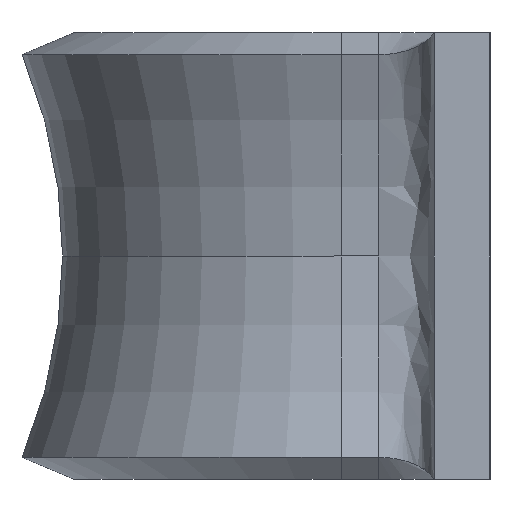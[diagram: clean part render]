
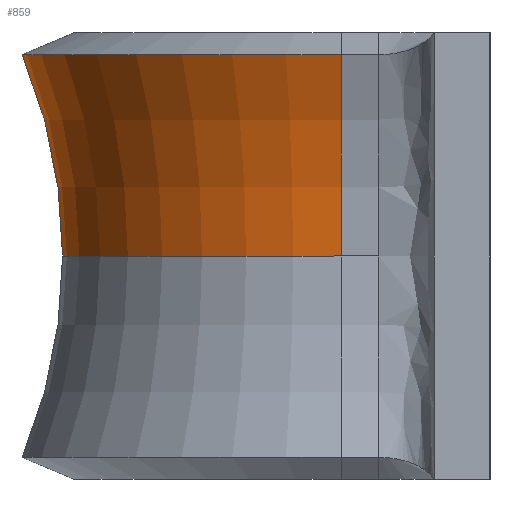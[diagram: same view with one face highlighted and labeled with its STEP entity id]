
A CAD part, left-side view. The second image highlights one B-rep face of the part: STEP entity #859.
In plain terms, the highlighted toroidal (fillet/blend) face has major radius 21.5 mm and minor radius 14 mm.
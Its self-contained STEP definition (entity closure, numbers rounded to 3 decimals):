
#3 = DIRECTION ( 'NONE',  ( 0., 0., -1. ) ) ;
#60 = CARTESIAN_POINT ( 'NONE',  ( 0., 0., 0. ) ) ;
#70 = CIRCLE ( 'NONE', #269, 14. ) ;
#95 = EDGE_CURVE ( 'NONE', #1247, #731, #1319, .T. ) ;
#117 = ORIENTED_EDGE ( 'NONE', *, *, #1413, .F. ) ;
#151 = DIRECTION ( 'NONE',  ( 0., 0., 1. ) ) ;
#162 = VERTEX_POINT ( 'NONE', #1213 ) ;
#179 = ORIENTED_EDGE ( 'NONE', *, *, #821, .T. ) ;
#210 = CARTESIAN_POINT ( 'NONE',  ( -8.591, 0., 5.419 ) ) ;
#264 = CARTESIAN_POINT ( 'NONE',  ( 0., 0., 5.419 ) ) ;
#269 = AXIS2_PLACEMENT_3D ( 'NONE', #371, #459, #3 ) ;
#274 = CIRCLE ( 'NONE', #1328, 7.5 ) ;
#281 = CIRCLE ( 'NONE', #376, 14. ) ;
#282 = ORIENTED_EDGE ( 'NONE', *, *, #95, .F. ) ;
#371 = CARTESIAN_POINT ( 'NONE',  ( -21.5, 0., 0. ) ) ;
#376 = AXIS2_PLACEMENT_3D ( 'NONE', #1184, #400, #758 ) ;
#400 = DIRECTION ( 'NONE',  ( 0., 1., 0. ) ) ;
#406 = EDGE_CURVE ( 'NONE', #162, #731, #70, .T. ) ;
#459 = DIRECTION ( 'NONE',  ( 0., -1., 0. ) ) ;
#497 = CARTESIAN_POINT ( 'NONE',  ( 7.5, 0., 0. ) ) ;
#731 = VERTEX_POINT ( 'NONE', #210 ) ;
#756 = AXIS2_PLACEMENT_3D ( 'NONE', #1242, #1344, #884 ) ;
#758 = DIRECTION ( 'NONE',  ( 0., 0., -1. ) ) ;
#788 = TOROIDAL_SURFACE ( 'NONE', #756, 21.5, 14. ) ;
#806 = ORIENTED_EDGE ( 'NONE', *, *, #406, .T. ) ;
#821 = EDGE_CURVE ( 'NONE', #1379, #162, #274, .T. ) ;
#842 = EDGE_LOOP ( 'NONE', ( #117, #179, #806, #282 ) ) ;
#859 = ADVANCED_FACE ( 'NONE', ( #1336 ), #788, .F. ) ;
#875 = DIRECTION ( 'NONE',  ( 0., 0., 1. ) ) ;
#876 = AXIS2_PLACEMENT_3D ( 'NONE', #264, #151, #1391 ) ;
#884 = DIRECTION ( 'NONE',  ( 1., 0., 0. ) ) ;
#1100 = CARTESIAN_POINT ( 'NONE',  ( 8.591, 0., 5.419 ) ) ;
#1118 = DIRECTION ( 'NONE',  ( 1., 0., 0. ) ) ;
#1184 = CARTESIAN_POINT ( 'NONE',  ( 21.5, 0., 0. ) ) ;
#1213 = CARTESIAN_POINT ( 'NONE',  ( -7.5, 0., 0. ) ) ;
#1242 = CARTESIAN_POINT ( 'NONE',  ( 0., 0., 0. ) ) ;
#1247 = VERTEX_POINT ( 'NONE', #1100 ) ;
#1319 = CIRCLE ( 'NONE', #876, 8.591 ) ;
#1328 = AXIS2_PLACEMENT_3D ( 'NONE', #60, #875, #1118 ) ;
#1336 = FACE_OUTER_BOUND ( 'NONE', #842, .T. ) ;
#1344 = DIRECTION ( 'NONE',  ( 0., 0., 1. ) ) ;
#1379 = VERTEX_POINT ( 'NONE', #497 ) ;
#1391 = DIRECTION ( 'NONE',  ( 1., 0., 0. ) ) ;
#1413 = EDGE_CURVE ( 'NONE', #1379, #1247, #281, .T. ) ;
